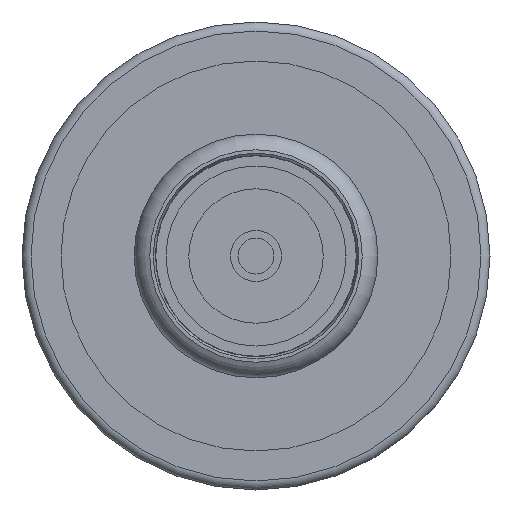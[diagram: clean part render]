
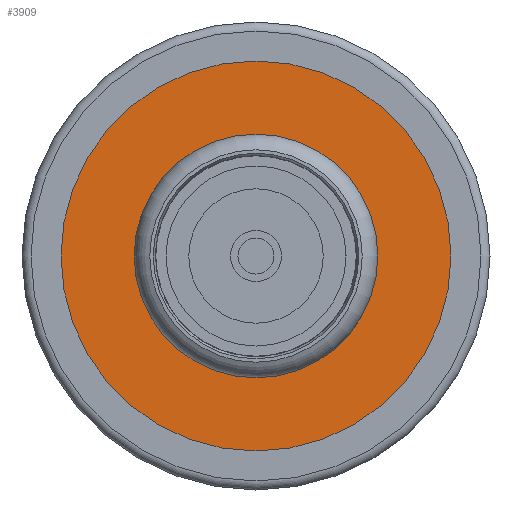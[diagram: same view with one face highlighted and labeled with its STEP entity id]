
A CAD part, left-side view. The second image highlights one B-rep face of the part: STEP entity #3909.
In plain terms, the highlighted planar face has unit normal (-1, 0, 0).
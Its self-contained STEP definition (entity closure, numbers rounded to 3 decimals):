
#345=CIRCLE('',#5240,3.25);
#346=CIRCLE('',#5242,2.03);
#1835=ORIENTED_EDGE('',*,*,#2538,.F.);
#1836=ORIENTED_EDGE('',*,*,#2539,.F.);
#2538=EDGE_CURVE('',#2953,#2953,#345,.T.);
#2539=EDGE_CURVE('',#2954,#2954,#346,.F.);
#2953=VERTEX_POINT('',#16178);
#2954=VERTEX_POINT('',#16181);
#3351=EDGE_LOOP('',(#1835));
#3352=EDGE_LOOP('',(#1836));
#3603=FACE_BOUND('',#3351,.T.);
#3604=FACE_BOUND('',#3352,.T.);
#3708=PLANE('',#5241);
#3909=ADVANCED_FACE('',(#3603,#3604),#3708,.F.);
#5240=AXIS2_PLACEMENT_3D('',#16177,#6143,#6144);
#5241=AXIS2_PLACEMENT_3D('',#16179,#6145,#6146);
#5242=AXIS2_PLACEMENT_3D('',#16180,#6147,#6148);
#6143=DIRECTION('',(1.,0.,0.));
#6144=DIRECTION('',(0.,-1.,0.));
#6145=DIRECTION('',(1.,0.,0.));
#6146=DIRECTION('',(0.,0.,-1.));
#6147=DIRECTION('',(1.,0.,0.));
#6148=DIRECTION('',(0.,0.,-1.));
#16177=CARTESIAN_POINT('',(0.,0.,0.));
#16178=CARTESIAN_POINT('',(0.,-3.25,0.));
#16179=CARTESIAN_POINT('',(0.,0.,0.));
#16180=CARTESIAN_POINT('',(0.,0.,0.));
#16181=CARTESIAN_POINT('',(0.,0.,-2.03));
